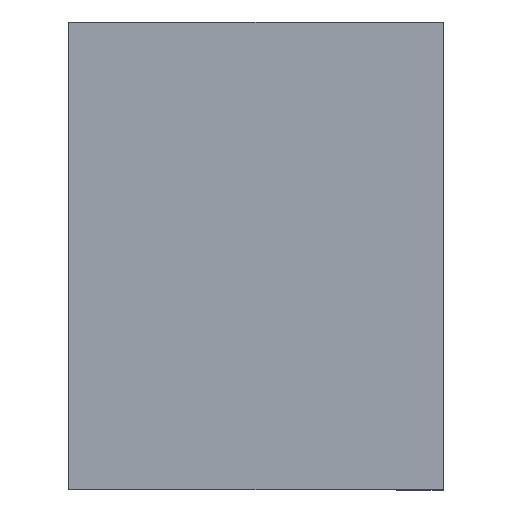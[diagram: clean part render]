
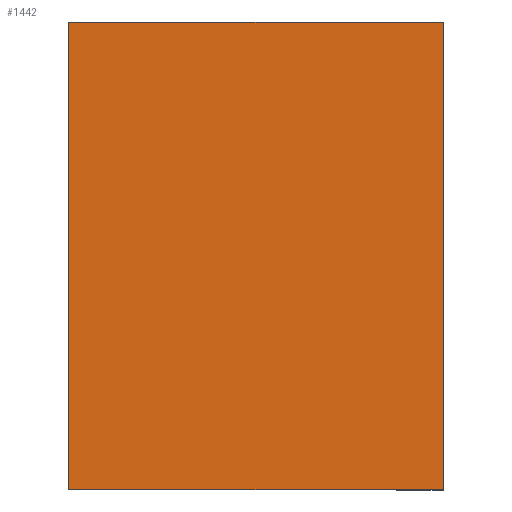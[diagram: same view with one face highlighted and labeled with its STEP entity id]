
A CAD part, left-side view. The second image highlights one B-rep face of the part: STEP entity #1442.
In plain terms, the highlighted planar face has unit normal (-1, 0, 0).
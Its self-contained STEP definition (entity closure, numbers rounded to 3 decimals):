
#139=FACE_OUTER_BOUND('',#224,.T.);
#224=EDGE_LOOP('',(#1289,#1290,#1291,#1292));
#410=LINE('',#2647,#553);
#414=LINE('',#2654,#557);
#422=LINE('',#2668,#565);
#424=LINE('',#2671,#567);
#553=VECTOR('',#1755,10.);
#557=VECTOR('',#1761,10.);
#565=VECTOR('',#1771,10.);
#567=VECTOR('',#1775,10.);
#697=VERTEX_POINT('',#2644);
#698=VERTEX_POINT('',#2646);
#700=VERTEX_POINT('',#2653);
#701=VERTEX_POINT('',#2658);
#888=EDGE_CURVE('',#698,#697,#410,.T.);
#892=EDGE_CURVE('',#698,#700,#414,.T.);
#900=EDGE_CURVE('',#700,#701,#422,.T.);
#902=EDGE_CURVE('',#697,#701,#424,.T.);
#1289=ORIENTED_EDGE('',*,*,#888,.T.);
#1290=ORIENTED_EDGE('',*,*,#902,.T.);
#1291=ORIENTED_EDGE('',*,*,#900,.F.);
#1292=ORIENTED_EDGE('',*,*,#892,.F.);
#1354=PLANE('',#1536);
#1442=ADVANCED_FACE('',(#139),#1354,.T.);
#1536=AXIS2_PLACEMENT_3D('',#2676,#1782,#1783);
#1755=DIRECTION('',(0.,-1.,0.));
#1761=DIRECTION('',(0.,0.,1.));
#1771=DIRECTION('',(0.,-1.,0.));
#1775=DIRECTION('',(0.,0.,1.));
#1782=DIRECTION('center_axis',(-1.,0.,0.));
#1783=DIRECTION('ref_axis',(0.,-1.,0.));
#2644=CARTESIAN_POINT('',(0.,0.,0.));
#2646=CARTESIAN_POINT('',(0.,0.4,0.));
#2647=CARTESIAN_POINT('',(0.,0.4,0.));
#2653=CARTESIAN_POINT('',(0.,0.4,0.5));
#2654=CARTESIAN_POINT('',(0.,0.4,0.));
#2658=CARTESIAN_POINT('',(0.,0.,0.5));
#2668=CARTESIAN_POINT('',(0.,0.4,0.5));
#2671=CARTESIAN_POINT('',(0.,0.,0.));
#2676=CARTESIAN_POINT('Origin',(0.,0.4,0.));
